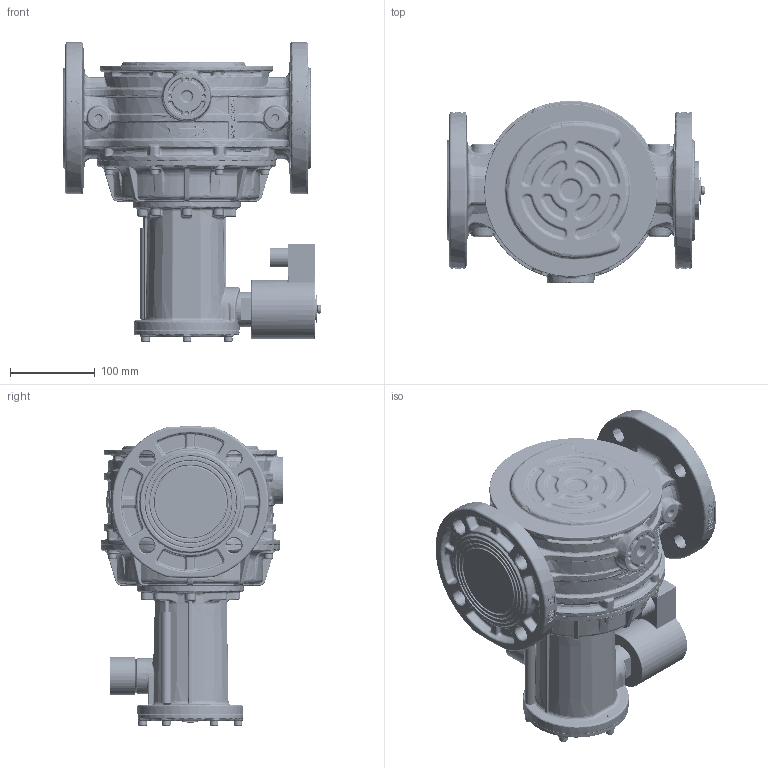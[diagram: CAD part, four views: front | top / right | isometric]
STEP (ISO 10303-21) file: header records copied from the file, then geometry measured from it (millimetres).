
FILE_DESCRIPTION(('CATIA V5 STEP Exchange','CAx-IF Rec.Pracs.--- Model Styling and Organization---1.4--- 2014-01-23','CAx-IF Rec.Pracs.---3D Tessellated Data Validation Properties---0.5---2014-09-14'),'2;1');
FILE_NAME('STEP_837060_-_TST.stp','2021-01-18T08:39:30+00:00',('none'),('none'),'CATIA Version 5-6 Release 2019 SP3','CATIA V5 STEP AP242 v1','none');
FILE_SCHEMA(('AP242_MANAGED_MODEL_BASED_3D_ENGINEERING_MIM_LF {1 0 10303 442 1 1 4}'));
Products named in the file (1): 837060 - TST
Bounding box: 303.67 x 215 x 353 mm (x, y, z)
Volume: 7819800.3 mm3; surface area: 455189.1 mm2
Topology: 1 solids, 2 shells, 6962 faces, 16594 edges, 9647 vertices
Faces by surface type: bspline 2495, plane 1576, cylinder 1538, torus 946, cone 245, sphere 104, extrusion 56, revolution 2
Entity records: 390698 total; most frequent: CARTESIAN_POINT 270173, ORIENTED_EDGE 32914, EDGE_CURVE 16457, DIRECTION 12832, VERTEX_POINT 9647, EDGE_LOOP 7126, B_SPLINE_CURVE_WITH_KNOTS 6989, ADVANCED_FACE 6962
